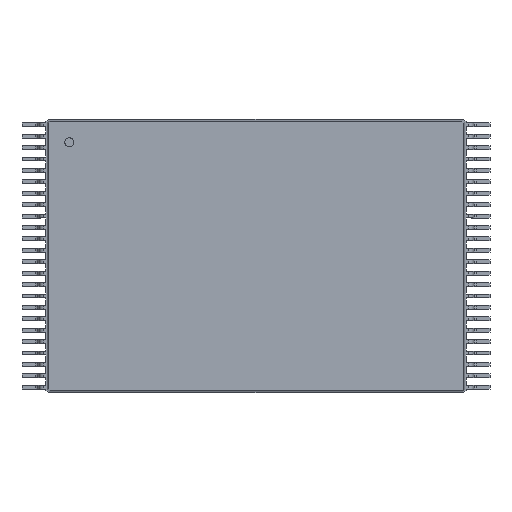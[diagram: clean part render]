
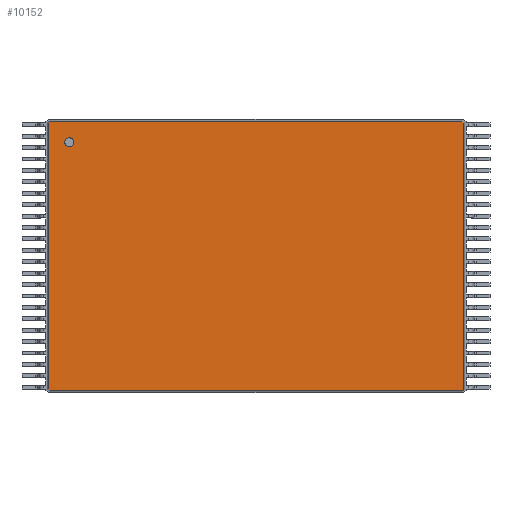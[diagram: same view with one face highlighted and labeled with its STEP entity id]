
A CAD part, top view. The second image highlights one B-rep face of the part: STEP entity #10152.
In plain terms, the highlighted planar face has unit normal (0, 0, 1).
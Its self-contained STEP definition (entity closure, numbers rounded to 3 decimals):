
#27=VECTOR('',#28,1.);
#28=DIRECTION('',(1.,0.,0.));
#51=VECTOR('',#52,1.);
#52=DIRECTION('',(0.707,-0.707,0.));
#58=VECTOR('',#59,1.);
#59=DIRECTION('',(0.,-1.,0.));
#65=VECTOR('',#66,1.);
#66=DIRECTION('',(-0.707,-0.707,0.));
#72=VECTOR('',#73,1.);
#73=DIRECTION('',(-1.,0.,0.));
#79=VECTOR('',#80,1.);
#80=DIRECTION('',(-0.707,0.707,0.));
#86=VECTOR('',#87,1.);
#87=DIRECTION('',(0.,1.,0.));
#91=VECTOR('',#92,1.);
#92=DIRECTION('',(0.707,0.707,0.));
#95=DIRECTION('',(0.,0.,-1.));
#2833=VERTEX_POINT('',#2834);
#2834=CARTESIAN_POINT('',(-9.075,5.822,1.2));
#2837=EDGE_CURVE('',#2838,#2833,#2840,.T.);
#2838=VERTEX_POINT('',#2839);
#2839=CARTESIAN_POINT('',(-9.075,-5.822,1.2));
#2840=LINE('',#2839,#86);
#2851=VERTEX_POINT('',#2852);
#2852=CARTESIAN_POINT('',(-9.022,5.875,1.2));
#2855=EDGE_CURVE('',#2833,#2851,#2856,.T.);
#2856=LINE('',#2834,#91);
#2865=VERTEX_POINT('',#2866);
#2866=CARTESIAN_POINT('',(9.022,5.875,1.2));
#2869=EDGE_CURVE('',#2851,#2865,#2870,.T.);
#2870=LINE('',#2852,#27);
#2879=VERTEX_POINT('',#2880);
#2880=CARTESIAN_POINT('',(9.075,5.822,1.2));
#2883=EDGE_CURVE('',#2865,#2879,#2884,.T.);
#2884=LINE('',#2866,#51);
#3085=VERTEX_POINT('',#3086);
#3086=CARTESIAN_POINT('',(9.075,-5.822,1.2));
#3089=EDGE_CURVE('',#2879,#3085,#3090,.T.);
#3090=LINE('',#2880,#58);
#10152=ADVANCED_FACE('',(#10153,#10173),#10183,.F.);
#10153=FACE_BOUND('',#10154,.F.);
#10154=EDGE_LOOP('',(#10155,#10156,#10157,#10158,#10163,#10168,#10171,#10172));
#10155=ORIENTED_EDGE('',*,*,#2869,.T.);
#10156=ORIENTED_EDGE('',*,*,#2883,.T.);
#10157=ORIENTED_EDGE('',*,*,#3089,.T.);
#10158=ORIENTED_EDGE('',*,*,#10159,.T.);
#10159=EDGE_CURVE('',#3085,#10160,#10162,.T.);
#10160=VERTEX_POINT('',#10161);
#10161=CARTESIAN_POINT('',(9.022,-5.875,1.2));
#10162=LINE('',#3086,#65);
#10163=ORIENTED_EDGE('',*,*,#10164,.T.);
#10164=EDGE_CURVE('',#10160,#10165,#10167,.T.);
#10165=VERTEX_POINT('',#10166);
#10166=CARTESIAN_POINT('',(-9.022,-5.875,1.2));
#10167=LINE('',#10161,#72);
#10168=ORIENTED_EDGE('',*,*,#10169,.T.);
#10169=EDGE_CURVE('',#10165,#2838,#10170,.T.);
#10170=LINE('',#10166,#79);
#10171=ORIENTED_EDGE('',*,*,#2837,.T.);
#10172=ORIENTED_EDGE('',*,*,#2855,.T.);
#10173=FACE_BOUND('',#10174,.F.);
#10174=EDGE_LOOP('',(#10175));
#10175=ORIENTED_EDGE('',*,*,#10176,.F.);
#10176=EDGE_CURVE('',#10177,#10177,#10179,.T.);
#10177=VERTEX_POINT('',#10178);
#10178=CARTESIAN_POINT('',(-8.175,4.775,1.2));
#10179=CIRCLE('',#10180,0.2);
#10180=AXIS2_PLACEMENT_3D('',#10181,#10182,#59);
#10181=CARTESIAN_POINT('',(-8.175,4.975,1.2));
#10182=DIRECTION('',(0.,-0.,-1.));
#10183=PLANE('',#10184);
#10184=AXIS2_PLACEMENT_3D('',#2852,#95,#10185);
#10185=DIRECTION('',(0.84,-0.543,0.));
